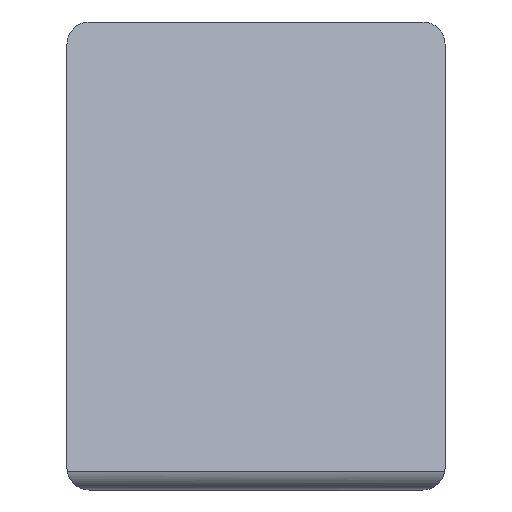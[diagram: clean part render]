
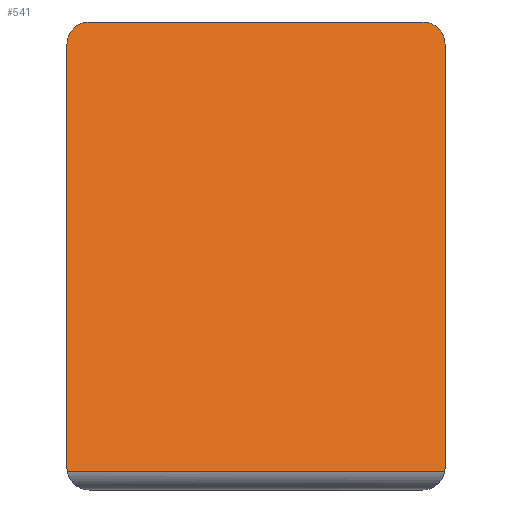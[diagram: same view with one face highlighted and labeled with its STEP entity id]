
A CAD part, front view. The second image highlights one B-rep face of the part: STEP entity #541.
In plain terms, the highlighted planar face has unit normal (0, -0.958, 0.287).
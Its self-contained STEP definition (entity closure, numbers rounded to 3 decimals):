
#28=PLANE('',#593);
#51=FACE_OUTER_BOUND('',#86,.T.);
#86=EDGE_LOOP('',(#384,#385,#386,#387,#388,#389,#390,#391));
#127=ELLIPSE('',#591,5.22,5.);
#128=ELLIPSE('',#594,5.22,5.);
#129=ELLIPSE('',#595,5.22,5.);
#130=ELLIPSE('',#596,5.22,5.);
#135=LINE('',#841,#184);
#138=LINE('',#847,#187);
#139=LINE('',#851,#188);
#140=LINE('',#855,#189);
#184=VECTOR('',#665,10.);
#187=VECTOR('',#670,10.);
#188=VECTOR('',#673,10.);
#189=VECTOR('',#676,10.);
#253=VERTEX_POINT('',#834);
#254=VERTEX_POINT('',#836);
#255=VERTEX_POINT('',#840);
#257=VERTEX_POINT('',#846);
#258=VERTEX_POINT('',#848);
#259=VERTEX_POINT('',#850);
#260=VERTEX_POINT('',#852);
#261=VERTEX_POINT('',#854);
#303=EDGE_CURVE('',#253,#254,#127,.T.);
#305=EDGE_CURVE('',#255,#254,#135,.T.);
#308=EDGE_CURVE('',#253,#257,#138,.T.);
#309=EDGE_CURVE('',#258,#257,#128,.T.);
#310=EDGE_CURVE('',#258,#259,#139,.T.);
#311=EDGE_CURVE('',#260,#259,#129,.T.);
#312=EDGE_CURVE('',#260,#261,#140,.T.);
#313=EDGE_CURVE('',#255,#261,#130,.T.);
#384=ORIENTED_EDGE('',*,*,#303,.F.);
#385=ORIENTED_EDGE('',*,*,#308,.T.);
#386=ORIENTED_EDGE('',*,*,#309,.F.);
#387=ORIENTED_EDGE('',*,*,#310,.T.);
#388=ORIENTED_EDGE('',*,*,#311,.F.);
#389=ORIENTED_EDGE('',*,*,#312,.T.);
#390=ORIENTED_EDGE('',*,*,#313,.F.);
#391=ORIENTED_EDGE('',*,*,#305,.T.);
#541=ADVANCED_FACE('',(#51),#28,.T.);
#591=AXIS2_PLACEMENT_3D('',#837,#660,#661);
#593=AXIS2_PLACEMENT_3D('',#845,#668,#669);
#594=AXIS2_PLACEMENT_3D('',#849,#671,#672);
#595=AXIS2_PLACEMENT_3D('',#853,#674,#675);
#596=AXIS2_PLACEMENT_3D('',#856,#677,#678);
#660=DIRECTION('center_axis',(0.,0.958,-0.287));
#661=DIRECTION('ref_axis',(0.,0.287,0.958));
#665=DIRECTION('',(0.,0.287,0.958));
#668=DIRECTION('center_axis',(0.,-0.958,0.287));
#669=DIRECTION('ref_axis',(0.,-0.287,-0.958));
#670=DIRECTION('',(-1.,0.,0.));
#671=DIRECTION('center_axis',(0.,0.958,-0.287));
#672=DIRECTION('ref_axis',(0.,0.287,0.958));
#673=DIRECTION('',(0.,-0.287,-0.958));
#674=DIRECTION('center_axis',(0.,0.958,-0.287));
#675=DIRECTION('ref_axis',(0.,-0.287,-0.958));
#676=DIRECTION('',(1.,0.,0.));
#677=DIRECTION('center_axis',(0.,0.958,-0.287));
#678=DIRECTION('ref_axis',(0.,-0.287,-0.958));
#834=CARTESIAN_POINT('',(71.17,0.,8.));
#836=CARTESIAN_POINT('',(76.17,-1.5,3.));
#837=CARTESIAN_POINT('Origin',(71.17,-1.5,3.));
#840=CARTESIAN_POINT('',(76.17,-29.751,-91.17));
#841=CARTESIAN_POINT('',(76.17,-7.5,-17.));
#845=CARTESIAN_POINT('Origin',(13.043,-15.,-42.));
#846=CARTESIAN_POINT('',(-3.,0.,8.));
#847=CARTESIAN_POINT('',(13.043,0.,8.));
#848=CARTESIAN_POINT('',(-8.,-1.5,3.));
#849=CARTESIAN_POINT('Origin',(-3.,-1.5,3.));
#850=CARTESIAN_POINT('',(-8.,-29.751,-91.17));
#851=CARTESIAN_POINT('',(-8.,-21.835,-64.784));
#852=CARTESIAN_POINT('',(-7.931,-30.,-92.));
#853=CARTESIAN_POINT('Origin',(-3.,-29.751,-91.17));
#854=CARTESIAN_POINT('',(76.101,-30.,-92.));
#855=CARTESIAN_POINT('',(13.043,-30.,-92.));
#856=CARTESIAN_POINT('Origin',(71.17,-29.751,-91.17));
